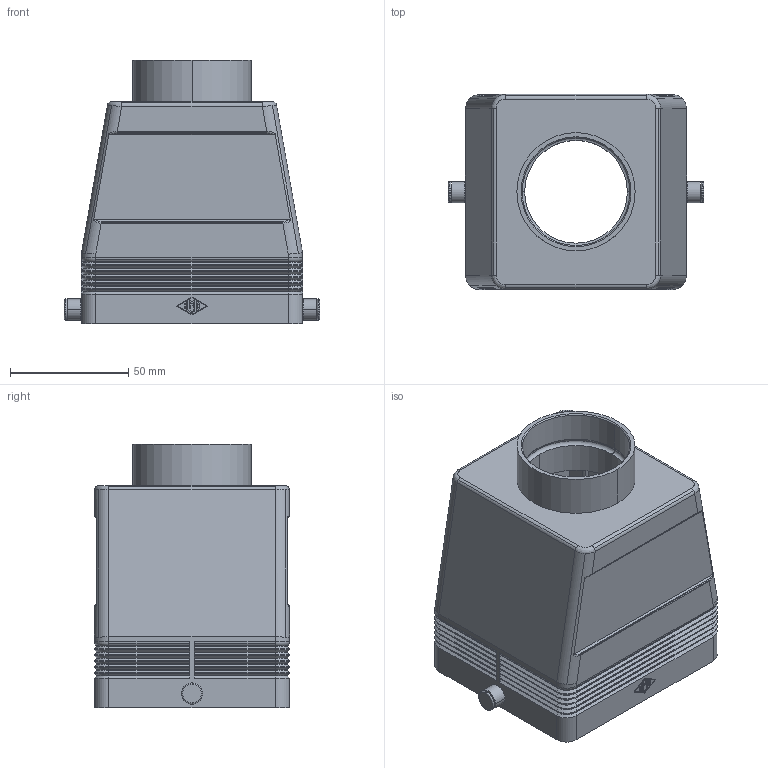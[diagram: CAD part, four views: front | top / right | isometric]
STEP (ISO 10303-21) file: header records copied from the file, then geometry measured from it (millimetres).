
FILE_DESCRIPTION((''),'2;1');
FILE_NAME('CHV 32 L.stp','2006-12-20T17:21:23',('gembarski'),(''),'Autodesk Inventor 7','Autodesk Inventor 7','');
FILE_SCHEMA(('AUTOMOTIVE_DESIGN { 1 0 10303 214 1 1 1 1 }'));
Length unit declared in the file: millimetre
Products named in the file (1): CHV 32 L
Bounding box: 108 x 82.5 x 111.5 mm (x, y, z)
Volume: 163337.6 mm3; surface area: 79228.9 mm2
Topology: 1 solids, 1 shells, 514 faces, 1217 edges, 723 vertices
Faces by surface type: plane 196, cylinder 142, bspline 106, cone 58, torus 12
Entity records: 15917 total; most frequent: CARTESIAN_POINT 4261, DIRECTION 2418, ORIENTED_EDGE 2402, EDGE_CURVE 1201, AXIS2_PLACEMENT_3D 816, VECTOR 786, LINE 786, VERTEX_POINT 723
